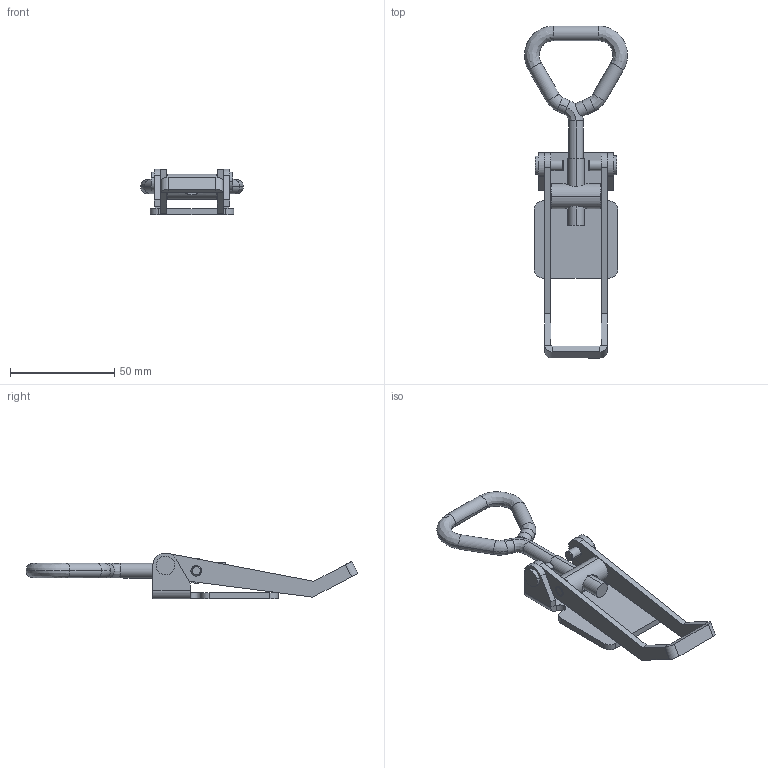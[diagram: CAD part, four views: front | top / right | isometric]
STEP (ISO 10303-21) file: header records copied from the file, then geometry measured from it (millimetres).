
FILE_DESCRIPTION (( 'STEP AP214' ), '1' );
FILE_NAME ('54300 - 703 A Stainless.STEP', '2016-08-31T08:45:30', ( '' ), ( '' ), 'SwSTEP 2.0', 'SolidWorks 2015', '' );
FILE_SCHEMA (( 'AUTOMOTIVE_DESIGN' ));
Length unit declared in the file: millimetre
Products named in the file (12): 703 - Skruvögla; 704 - Rivet Gradin; 703 - Rulle RF; 703 RF - Bygel; 703 - Platta A RF; 54300 - 703 A Stainless
Assembly tree (6 placements, depth 2):
  703 - Skruvögla
  704 - Rivet Gradin
  704 - Rivet Gradin
  703 - Rulle RF
  703 RF - Bygel
Bounding box: 49.37 x 159.17 x 22 mm (x, y, z)
Volume: 23842.4 mm3; surface area: 17696.5 mm2
Topology: 6 solids, 6 shells, 148 faces, 334 edges, 204 vertices
Faces by surface type: cylinder 60, plane 58, bspline 16, cone 12, torus 2
Entity records: 4580 total; most frequent: CARTESIAN_POINT 1146, DIRECTION 700, ORIENTED_EDGE 624, EDGE_CURVE 312, AXIS2_PLACEMENT_3D 274, VERTEX_POINT 190, EDGE_LOOP 156, VECTOR 152
